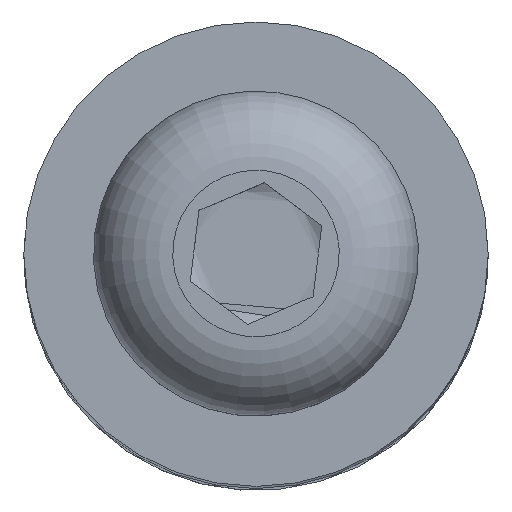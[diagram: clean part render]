
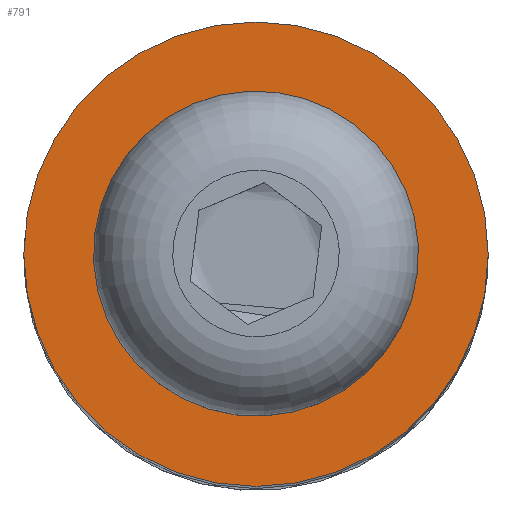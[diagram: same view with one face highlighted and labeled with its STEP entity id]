
A CAD part, top view. The second image highlights one B-rep face of the part: STEP entity #791.
In plain terms, the highlighted planar face has unit normal (0, 0, 1).
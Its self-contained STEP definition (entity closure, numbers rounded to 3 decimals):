
#65=FACE_BOUND('',#164,.T.);
#76=PLANE('',#967);
#116=FACE_OUTER_BOUND('',#163,.T.);
#163=EDGE_LOOP('',(#569));
#164=EDGE_LOOP('',(#570));
#311=CIRCLE('',#961,4.);
#316=CIRCLE('',#968,7.5);
#364=VERTEX_POINT('',#1340);
#369=VERTEX_POINT('',#1354);
#445=EDGE_CURVE('',#364,#364,#311,.T.);
#452=EDGE_CURVE('',#369,#369,#316,.T.);
#569=ORIENTED_EDGE('',*,*,#452,.T.);
#570=ORIENTED_EDGE('',*,*,#445,.F.);
#791=ADVANCED_FACE('',(#116,#65),#76,.T.);
#961=AXIS2_PLACEMENT_3D('',#1341,#1076,#1077);
#967=AXIS2_PLACEMENT_3D('',#1353,#1090,#1091);
#968=AXIS2_PLACEMENT_3D('',#1355,#1092,#1093);
#1076=DIRECTION('center_axis',(0.,0.,1.));
#1077=DIRECTION('ref_axis',(0.,1.,0.));
#1090=DIRECTION('center_axis',(0.,0.,1.));
#1091=DIRECTION('ref_axis',(1.,0.,0.));
#1092=DIRECTION('center_axis',(0.,0.,1.));
#1093=DIRECTION('ref_axis',(-1.,0.,0.));
#1340=CARTESIAN_POINT('',(0.,-4.,20.));
#1341=CARTESIAN_POINT('Origin',(0.,0.,20.));
#1353=CARTESIAN_POINT('Origin',(0.,0.,
20.));
#1354=CARTESIAN_POINT('',(7.5,0.,20.));
#1355=CARTESIAN_POINT('Origin',(0.,0.,20.));
